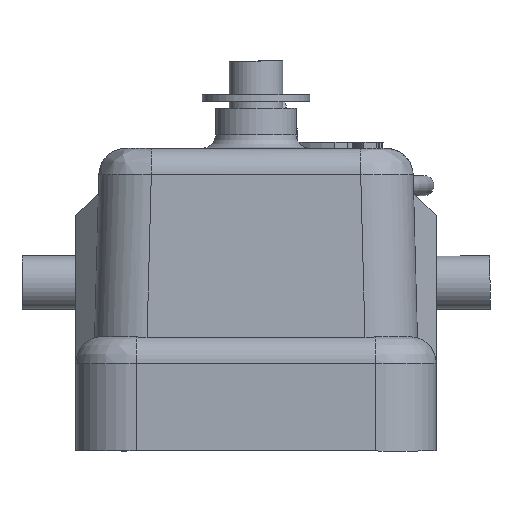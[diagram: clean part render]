
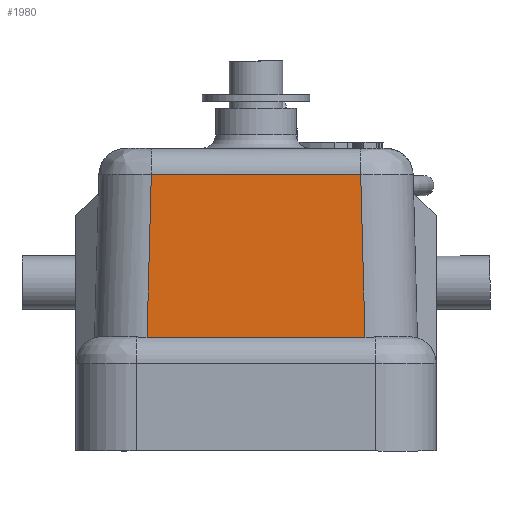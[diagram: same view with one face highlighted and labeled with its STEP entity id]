
A CAD part, left-side view. The second image highlights one B-rep face of the part: STEP entity #1980.
In plain terms, the highlighted planar face has unit normal (-1, 0, 0.026).
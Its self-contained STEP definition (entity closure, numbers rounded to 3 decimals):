
#1333=LINE('',#7942,#1728);
#1334=LINE('',#7944,#1729);
#1335=LINE('',#7947,#1730);
#1336=LINE('',#7948,#1731);
#1728=VECTOR('',#6029,1.);
#1729=VECTOR('',#6032,1.);
#1730=VECTOR('',#6033,1.);
#1731=VECTOR('',#6034,1.);
#1980=ADVANCED_FACE('',(#2355),#2186,.T.);
#2186=PLANE('',#5238);
#2355=FACE_OUTER_BOUND('',#2603,.T.);
#2603=EDGE_LOOP('',(#3448,#3449,#3450,#3451));
#3448=ORIENTED_EDGE('',*,*,#4644,.F.);
#3449=ORIENTED_EDGE('',*,*,#4645,.T.);
#3450=ORIENTED_EDGE('',*,*,#4643,.T.);
#3451=ORIENTED_EDGE('',*,*,#4646,.T.);
#4123=VERTEX_POINT('',#7485);
#4129=VERTEX_POINT('',#7609);
#4141=VERTEX_POINT('',#7945);
#4142=VERTEX_POINT('',#7946);
#4643=EDGE_CURVE('',#4123,#4129,#1333,.T.);
#4644=EDGE_CURVE('',#4141,#4142,#1334,.T.);
#4645=EDGE_CURVE('',#4141,#4123,#1335,.T.);
#4646=EDGE_CURVE('',#4129,#4142,#1336,.T.);
#5238=AXIS2_PLACEMENT_3D('',#7949,#6035,#6036);
#6029=DIRECTION('',(0.,1.,0.));
#6032=DIRECTION('',(0.,1.,0.));
#6033=DIRECTION('',(0.026,0.026,0.999));
#6034=DIRECTION('',(-0.026,0.026,-0.999));
#6035=DIRECTION('',(-1.,0.,0.026));
#6036=DIRECTION('',(0.026,0.,1.));
#7485=CARTESIAN_POINT('',(-11.553,-7.786,20.552));
#7609=CARTESIAN_POINT('',(-11.553,7.786,20.552));
#7942=CARTESIAN_POINT('',(-11.553,-7.786,20.552));
#7944=CARTESIAN_POINT('',(-11.87,-8.102,8.465));
#7945=CARTESIAN_POINT('',(-11.87,-8.102,8.465));
#7946=CARTESIAN_POINT('',(-11.87,8.102,8.465));
#7947=CARTESIAN_POINT('',(-11.87,-8.102,8.465));
#7948=CARTESIAN_POINT('',(-11.553,7.786,20.552));
#7949=CARTESIAN_POINT('',(-11.896,-9.102,7.466));
